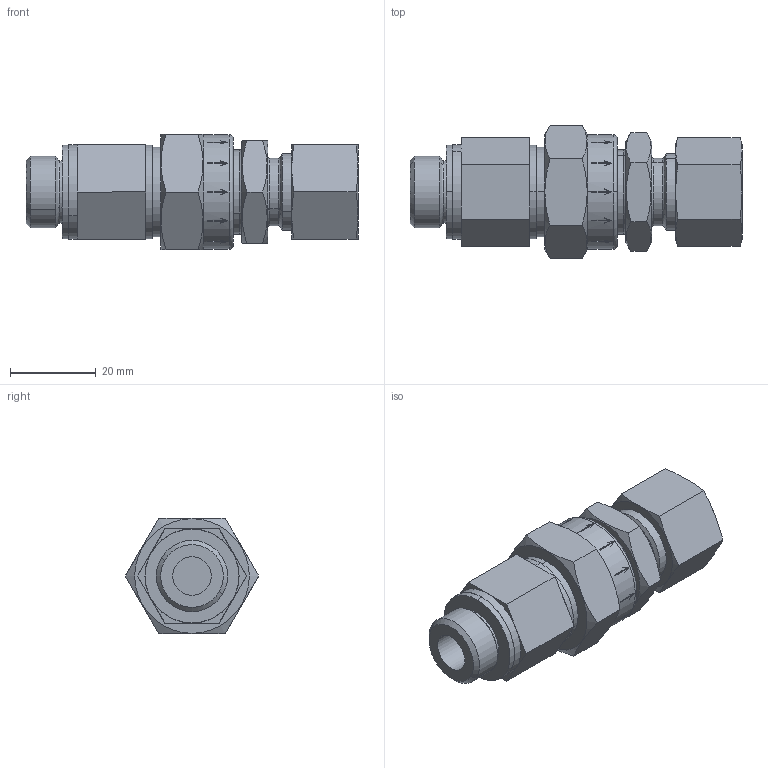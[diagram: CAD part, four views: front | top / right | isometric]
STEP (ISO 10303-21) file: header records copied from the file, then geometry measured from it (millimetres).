
FILE_DESCRIPTION (( 'STEP AP214' ), '1' );
FILE_NAME ('MB_3D_RMG919-1_G_3_8.STEP', '2013-01-14T15:04:48', ( 'Honeywell' ), ( 'Honeywell' ), 'SwSTEP 2.0', 'SolidWorks 2012', '' );
FILE_SCHEMA (( 'AUTOMOTIVE_DESIGN' ));
Length unit declared in the file: millimetre
Products named in the file (1): MB_3D_RMG919-1_G_3_8
Bounding box: 77.64 x 31.15 x 26.98 mm (x, y, z)
Volume: 29478.1 mm3; surface area: 9139.5 mm2
Topology: 1 solids, 1 shells, 235 faces, 580 edges, 370 vertices
Faces by surface type: plane 165, cone 30, cylinder 28, torus 12
Entity records: 7863 total; most frequent: CARTESIAN_POINT 1794, ORIENTED_EDGE 1160, DIRECTION 1046, EDGE_CURVE 580, VERTEX_POINT 370, AXIS2_PLACEMENT_3D 358, LINE 330, VECTOR 330
